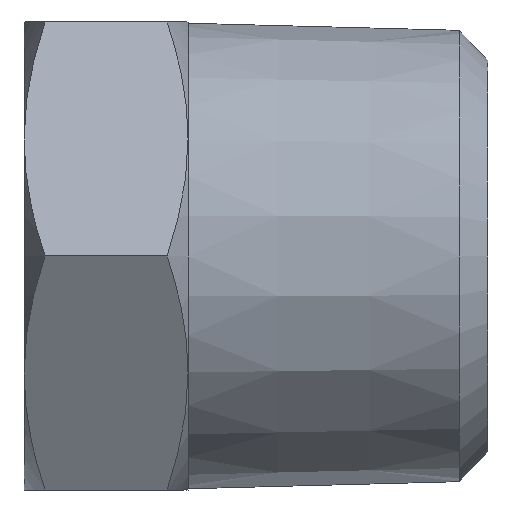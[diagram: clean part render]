
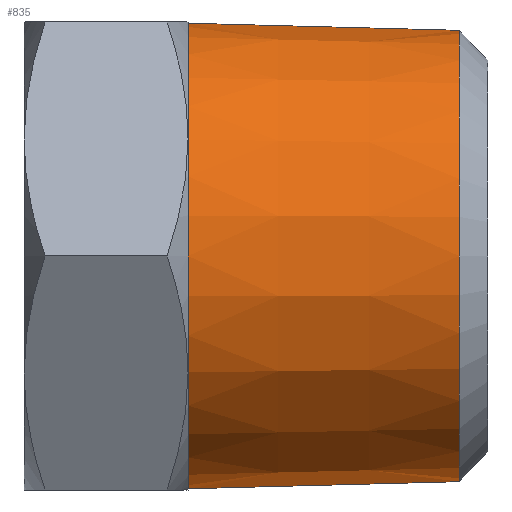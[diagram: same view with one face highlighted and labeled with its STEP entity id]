
A CAD part, front view. The second image highlights one B-rep face of the part: STEP entity #835.
In plain terms, the highlighted conical face has half-angle 1.5 degrees and reference radius 10.668 mm.
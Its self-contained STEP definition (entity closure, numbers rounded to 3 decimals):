
#22 = ORIENTED_EDGE ( 'NONE', *, *, #131, .F. ) ;
#107 = CARTESIAN_POINT ( 'NONE',  ( -3.224, 0., -11.04 ) ) ;
#112 = LINE ( 'NONE', #371, #420 ) ;
#131 = EDGE_CURVE ( 'NONE', #169, #563, #112, .T. ) ;
#169 = VERTEX_POINT ( 'NONE', #843 ) ;
#175 = CARTESIAN_POINT ( 'NONE',  ( -3.224, 0., 11.04 ) ) ;
#219 = AXIS2_PLACEMENT_3D ( 'NONE', #896, #495, #687 ) ;
#237 = ORIENTED_EDGE ( 'NONE', *, *, #269, .T. ) ;
#242 = ORIENTED_EDGE ( 'NONE', *, *, #890, .T. ) ;
#269 = EDGE_CURVE ( 'NONE', #169, #440, #282, .T. ) ;
#275 = DIRECTION ( 'NONE',  ( 0., 0., -1. ) ) ;
#282 = CIRCLE ( 'NONE', #219, 10.704 ) ;
#283 = AXIS2_PLACEMENT_3D ( 'NONE', #756, #488, #275 ) ;
#292 = FACE_OUTER_BOUND ( 'NONE', #357, .T. ) ;
#357 = EDGE_LOOP ( 'NONE', ( #237, #242, #614, #22 ) ) ;
#368 = AXIS2_PLACEMENT_3D ( 'NONE', #507, #785, #429 ) ;
#371 = CARTESIAN_POINT ( 'NONE',  ( 11., 0., -10.668 ) ) ;
#394 = VECTOR ( 'NONE', #809, 1000. ) ;
#420 = VECTOR ( 'NONE', #652, 1000. ) ;
#429 = DIRECTION ( 'NONE',  ( 0., 0., -1. ) ) ;
#440 = VERTEX_POINT ( 'NONE', #730 ) ;
#448 = VERTEX_POINT ( 'NONE', #175 ) ;
#460 = CARTESIAN_POINT ( 'NONE',  ( 11., 0., 10.668 ) ) ;
#488 = DIRECTION ( 'NONE',  ( -1., 0., 0. ) ) ;
#495 = DIRECTION ( 'NONE',  ( -1., 0., 0. ) ) ;
#507 = CARTESIAN_POINT ( 'NONE',  ( 11., 0., 0. ) ) ;
#525 = LINE ( 'NONE', #460, #394 ) ;
#533 = CONICAL_SURFACE ( 'NONE', #368, 10.668, 0.026 ) ;
#563 = VERTEX_POINT ( 'NONE', #107 ) ;
#614 = ORIENTED_EDGE ( 'NONE', *, *, #630, .F. ) ;
#630 = EDGE_CURVE ( 'NONE', #563, #448, #882, .T. ) ;
#652 = DIRECTION ( 'NONE',  ( -1., 0., -0.026 ) ) ;
#687 = DIRECTION ( 'NONE',  ( 0., 0., -1. ) ) ;
#730 = CARTESIAN_POINT ( 'NONE',  ( 9.634, 0., 10.704 ) ) ;
#756 = CARTESIAN_POINT ( 'NONE',  ( -3.224, 0., 0. ) ) ;
#785 = DIRECTION ( 'NONE',  ( -1., 0., 0. ) ) ;
#809 = DIRECTION ( 'NONE',  ( -1., 0., 0.026 ) ) ;
#835 = ADVANCED_FACE ( 'NONE', ( #292 ), #533, .T. ) ;
#843 = CARTESIAN_POINT ( 'NONE',  ( 9.634, 0., -10.704 ) ) ;
#882 = CIRCLE ( 'NONE', #283, 11.04 ) ;
#890 = EDGE_CURVE ( 'NONE', #440, #448, #525, .T. ) ;
#896 = CARTESIAN_POINT ( 'NONE',  ( 9.634, 0., 0. ) ) ;
